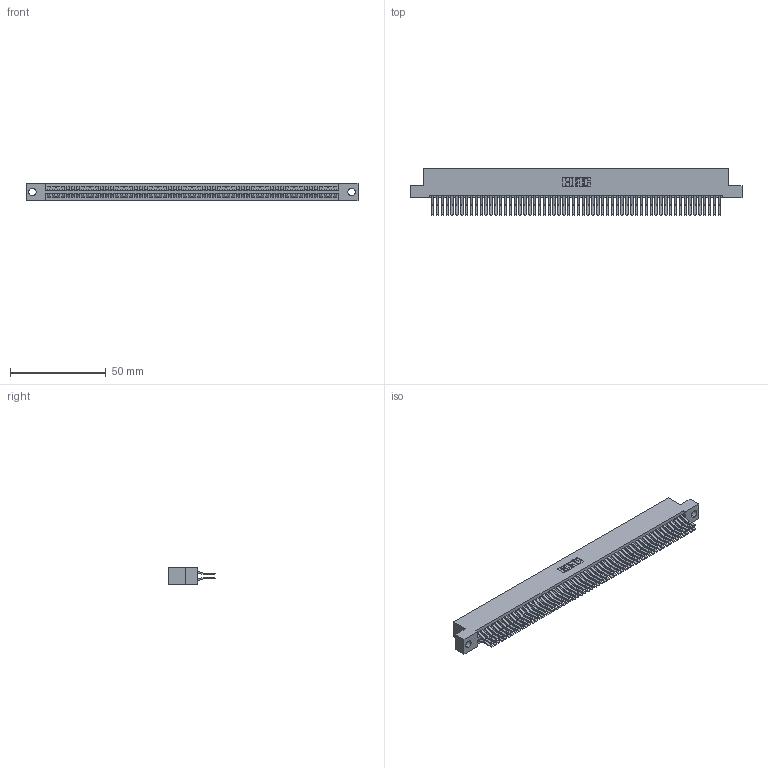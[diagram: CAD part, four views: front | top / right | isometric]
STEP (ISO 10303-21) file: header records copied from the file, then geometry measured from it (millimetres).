
FILE_DESCRIPTION (( 'STEP AP203' ), '1' );
FILE_NAME ('395-120-560-204.STEP', '2018-12-03T16:10:50', ( '' ), ( '' ), 'SwSTEP 2.0', 'SolidWorks 2016', '' );
FILE_SCHEMA (( 'CONFIG_CONTROL_DESIGN' ));
Length unit declared in the file: inch
Products named in the file (3): 345 Part_Flush Mounting Lugs - 0.156 Dia-TH; 345-292-001_560 Tail; 395-120-560-204
Assembly tree (121 placements, depth 2):
  395-120-560-204
    345 Part_Flush Mounting Lugs - 0.156 Dia-TH
    345-292-001_560 Tail  x120
Bounding box: 173.61 x 24.45 x 9.4 mm (x, y, z)
Volume: 17730.3 mm3; surface area: 28395.1 mm2
Topology: 121 solids, 121 shells, 6366 faces, 18941 edges, 12466 vertices
Faces by surface type: plane 4040, cylinder 2326
Entity records: 44745 total; most frequent: CARTESIAN_POINT 7484, ORIENTED_EDGE 7418, DIRECTION 6581, EDGE_CURVE 3709, LINE 3333, VECTOR 3333, VERTEX_POINT 2470, AXIS2_PLACEMENT_3D 1624
